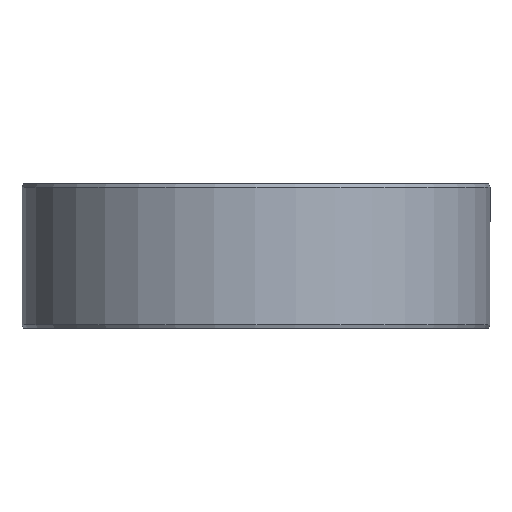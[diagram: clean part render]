
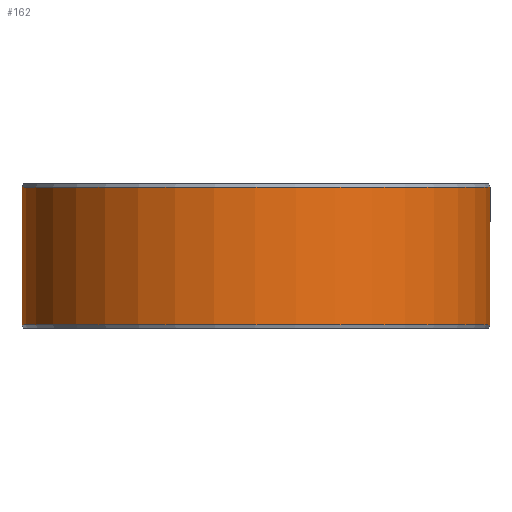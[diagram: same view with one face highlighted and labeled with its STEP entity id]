
A CAD part, front view. The second image highlights one B-rep face of the part: STEP entity #162.
In plain terms, the highlighted cylindrical face has radius 130 mm (diameter 260 mm), a partial arc.
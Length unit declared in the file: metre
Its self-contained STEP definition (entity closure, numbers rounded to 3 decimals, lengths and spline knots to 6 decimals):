
#162=ADVANCED_FACE('',(#185,#186),#187,.T.);
#185=FACE_OUTER_BOUND('',#211,.T.);
#186=FACE_BOUND('',#212,.T.);
#187=CYLINDRICAL_SURFACE('',#213,0.13);
#211=EDGE_LOOP('',(#289,#290,#291,#292));
#212=EDGE_LOOP('',(#293));
#213=AXIS2_PLACEMENT_3D('',#294,#295,#296);
#289=ORIENTED_EDGE('',*,*,#314,.T.);
#290=ORIENTED_EDGE('',*,*,#323,.F.);
#291=ORIENTED_EDGE('',*,*,#309,.F.);
#292=ORIENTED_EDGE('',*,*,#324,.T.);
#293=ORIENTED_EDGE('',*,*,#327,.T.);
#294=CARTESIAN_POINT('',(0.,0.,0.0));
#295=DIRECTION('',(0.,0.0,-1.0));
#296=DIRECTION('',(-1.0,0.0,0.));
#309=EDGE_CURVE('',#341,#342,#343,.T.);
#314=EDGE_CURVE('',#351,#349,#352,.T.);
#323=EDGE_CURVE('',#342,#349,#365,.T.);
#324=EDGE_CURVE('',#341,#351,#366,.T.);
#327=EDGE_CURVE('',#370,#370,#371,.T.);
#341=VERTEX_POINT('',#389);
#342=VERTEX_POINT('',#390);
#343=CIRCLE('',#391,0.13);
#349=VERTEX_POINT('',#399);
#351=VERTEX_POINT('',#402);
#352=CIRCLE('',#403,0.13);
#365=LINE('',#422,#423);
#366=LINE('',#424,#425);
#370=VERTEX_POINT('',#503);
#371=B_SPLINE_CURVE_WITH_KNOTS('',3,(#504,#505,#506,#507,#508,#509,#510,#511,#512,#513,#514,#515,#516,#517,#518,#519,#520,#521,#522,#523,#524,#525,#526,#527,#528,#529,#530,#531,#532,#533,#534,#535,#536,#537,#538,#539,#540,#541,#542,#543,#544,#545,#546,#547,#548,#549,#550,#551,#552,#553,#554,#555,#556,#557,#558,#559,#560,#561,#562,#563,#564,#565,#566,#567,#568,#569,#570,#571,#572,#573,#574,#575,#576,#577),.UNSPECIFIED.,.T.,.F.,(2,2,2,2,2,2,2,2,2,2,2,2,2,2,2,2,2,2,2,2,2,2,2,2,2,2,2,2,2,2,2,2,2,2,2,2,2,2,2),(-0.000977,0.0,0.000977,0.001465,0.001954,0.002931,0.003908,0.004885,0.005862,0.006839,0.007816,0.008793,0.00977,0.010747,0.011724,0.012701,0.013189,0.013678,0.014655,0.015632,0.016609,0.017586,0.018563,0.01954,0.020517,0.021494,0.022471,0.023448,0.024425,0.024913,0.025402,0.026379,0.027356,0.028333,0.028821,0.02931,0.030287,0.031264,0.032241),.UNSPECIFIED.);
#389=CARTESIAN_POINT('',(0.002269,0.12998,0.0018));
#390=CARTESIAN_POINT('',(0.,0.13,0.0018));
#391=AXIS2_PLACEMENT_3D('',#591,#592,#593);
#399=CARTESIAN_POINT('',(0.,0.13,0.0782));
#402=CARTESIAN_POINT('',(0.002269,0.12998,0.0782));
#403=AXIS2_PLACEMENT_3D('',#600,#601,#602);
#422=CARTESIAN_POINT('',(0.,0.13,0.0018));
#423=VECTOR('',#615,1.0);
#424=CARTESIAN_POINT('',(0.002269,0.12998,0.0018));
#425=VECTOR('',#616,1.0);
#503=CARTESIAN_POINT('',(0.108774,-0.071191,0.04));
#504=CARTESIAN_POINT('',(0.108774,-0.071191,0.03967));
#505=CARTESIAN_POINT('',(0.108774,-0.071191,0.04033));
#506=CARTESIAN_POINT('',(0.108792,-0.071164,0.040655));
#507=CARTESIAN_POINT('',(0.108844,-0.071084,0.041134));
#508=CARTESIAN_POINT('',(0.108866,-0.071051,0.041293));
#509=CARTESIAN_POINT('',(0.108918,-0.070971,0.041607));
#510=CARTESIAN_POINT('',(0.108948,-0.070925,0.041763));
#511=CARTESIAN_POINT('',(0.109051,-0.070767,0.042217));
#512=CARTESIAN_POINT('',(0.109135,-0.070638,0.042504));
#513=CARTESIAN_POINT('',(0.109331,-0.070333,0.043048));
#514=CARTESIAN_POINT('',(0.109446,-0.070155,0.043305));
#515=CARTESIAN_POINT('',(0.109694,-0.069766,0.043766));
#516=CARTESIAN_POINT('',(0.109829,-0.069553,0.043973));
#517=CARTESIAN_POINT('',(0.11012,-0.069091,0.044339));
#518=CARTESIAN_POINT('',(0.110275,-0.068844,0.044494));
#519=CARTESIAN_POINT('',(0.110592,-0.068333,0.044744));
#520=CARTESIAN_POINT('',(0.110758,-0.068065,0.04484));
#521=CARTESIAN_POINT('',(0.111094,-0.067514,0.044968));
#522=CARTESIAN_POINT('',(0.111262,-0.067237,0.045));
#523=CARTESIAN_POINT('',(0.111598,-0.066678,0.045));
#524=CARTESIAN_POINT('',(0.111768,-0.066393,0.044968));
#525=CARTESIAN_POINT('',(0.112094,-0.065841,0.04484));
#526=CARTESIAN_POINT('',(0.112252,-0.065572,0.044746));
#527=CARTESIAN_POINT('',(0.112556,-0.065048,0.044496));
#528=CARTESIAN_POINT('',(0.112702,-0.064795,0.044339));
#529=CARTESIAN_POINT('',(0.112971,-0.064324,0.043977));
#530=CARTESIAN_POINT('',(0.113096,-0.064105,0.043771));
#531=CARTESIAN_POINT('',(0.113325,-0.063698,0.043304));
#532=CARTESIAN_POINT('',(0.113427,-0.063517,0.043051));
#533=CARTESIAN_POINT('',(0.113559,-0.06328,0.042645));
#534=CARTESIAN_POINT('',(0.1136,-0.063206,0.042505));
#535=CARTESIAN_POINT('',(0.113675,-0.063071,0.042216));
#536=CARTESIAN_POINT('',(0.11371,-0.063008,0.042066));
#537=CARTESIAN_POINT('',(0.113801,-0.062844,0.041612));
#538=CARTESIAN_POINT('',(0.113847,-0.062761,0.0413));
#539=CARTESIAN_POINT('',(0.113909,-0.062648,0.040659));
#540=CARTESIAN_POINT('',(0.113924,-0.06262,0.040328));
#541=CARTESIAN_POINT('',(0.113925,-0.062619,0.039675));
#542=CARTESIAN_POINT('',(0.113909,-0.062647,0.039351));
#543=CARTESIAN_POINT('',(0.113848,-0.062759,0.038707));
#544=CARTESIAN_POINT('',(0.113801,-0.062843,0.03839));
#545=CARTESIAN_POINT('',(0.113681,-0.063061,0.037789));
#546=CARTESIAN_POINT('',(0.113606,-0.063196,0.037498));
#547=CARTESIAN_POINT('',(0.113428,-0.063515,0.036951));
#548=CARTESIAN_POINT('',(0.113326,-0.063696,0.036699));
#549=CARTESIAN_POINT('',(0.1131,-0.064097,0.036237));
#550=CARTESIAN_POINT('',(0.112973,-0.064321,0.036026));
#551=CARTESIAN_POINT('',(0.112703,-0.064793,0.035662));
#552=CARTESIAN_POINT('',(0.11256,-0.065041,0.035508));
#553=CARTESIAN_POINT('',(0.112256,-0.065564,0.035257));
#554=CARTESIAN_POINT('',(0.112095,-0.065839,0.035161));
#555=CARTESIAN_POINT('',(0.11177,-0.066389,0.035033));
#556=CARTESIAN_POINT('',(0.111604,-0.066668,0.035));
#557=CARTESIAN_POINT('',(0.111265,-0.067233,0.035));
#558=CARTESIAN_POINT('',(0.111095,-0.067512,0.035032));
#559=CARTESIAN_POINT('',(0.110846,-0.067921,0.035127));
#560=CARTESIAN_POINT('',(0.110763,-0.068056,0.035166));
#561=CARTESIAN_POINT('',(0.110598,-0.068323,0.035261));
#562=CARTESIAN_POINT('',(0.110516,-0.068456,0.035317));
#563=CARTESIAN_POINT('',(0.110276,-0.068843,0.035505));
#564=CARTESIAN_POINT('',(0.110123,-0.069086,0.035658));
#565=CARTESIAN_POINT('',(0.109834,-0.069546,0.03602));
#566=CARTESIAN_POINT('',(0.109695,-0.069764,0.036231));
#567=CARTESIAN_POINT('',(0.109447,-0.070153,0.036692));
#568=CARTESIAN_POINT('',(0.109335,-0.070327,0.036944));
#569=CARTESIAN_POINT('',(0.109186,-0.070558,0.037353));
#570=CARTESIAN_POINT('',(0.10914,-0.07063,0.037495));
#571=CARTESIAN_POINT('',(0.109056,-0.070759,0.037784));
#572=CARTESIAN_POINT('',(0.109017,-0.070818,0.037931));
#573=CARTESIAN_POINT('',(0.108915,-0.070975,0.038382));
#574=CARTESIAN_POINT('',(0.108863,-0.071056,0.038696));
#575=CARTESIAN_POINT('',(0.108792,-0.071164,0.039343));
#576=CARTESIAN_POINT('',(0.108774,-0.071191,0.03967));
#577=CARTESIAN_POINT('',(0.108774,-0.071191,0.04033));
#591=CARTESIAN_POINT('',(0.,0.,0.0018));
#592=DIRECTION('',(0.,0.0,-1.0));
#593=DIRECTION('',(-1.0,0.0,0.));
#600=CARTESIAN_POINT('',(0.,0.,0.0782));
#601=DIRECTION('',(0.,0.0,-1.0));
#602=DIRECTION('',(-1.0,0.0,0.));
#615=DIRECTION('',(0.,0.0,1.0));
#616=DIRECTION('',(0.,0.,1.0));
